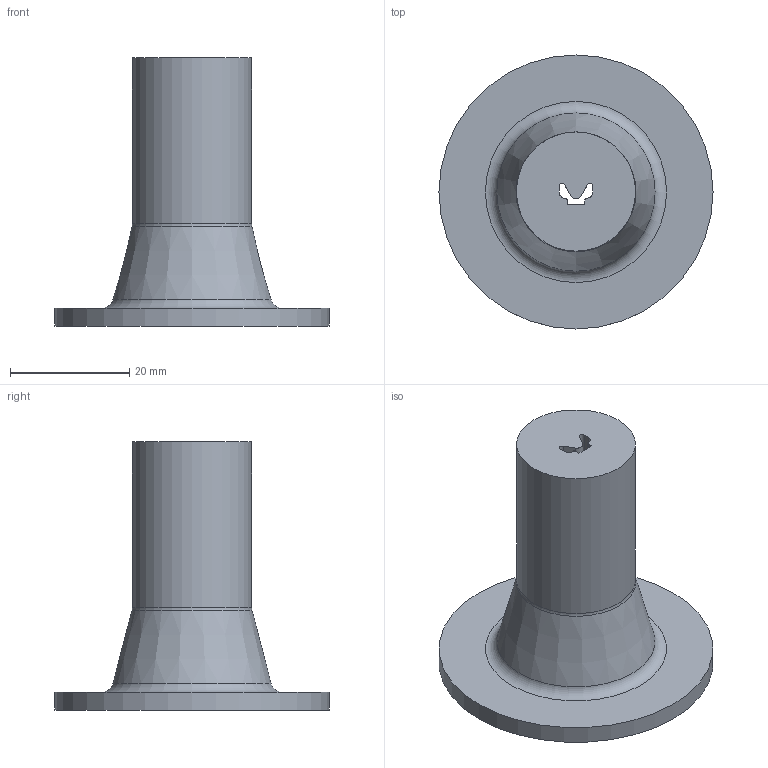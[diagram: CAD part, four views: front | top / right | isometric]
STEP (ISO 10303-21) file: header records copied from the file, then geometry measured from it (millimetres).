
FILE_DESCRIPTION(/* description */ (''),/* implementation_level */ '2;1');
FILE_NAME(/* name */ 'Extruder_MBXL_Cover v6.step',/* time_stamp */ '2020-04-25T18:35:10+01:00',/* author */ (''),/* organization */ (''),/* preprocessor_version */ 'ST-DEVELOPER v18.1',/* originating_system */ 'Autodesk Translation Framework v9.2.0.1227',/* authorisation */ '');
FILE_SCHEMA (('AUTOMOTIVE_DESIGN { 1 0 10303 214 3 1 1 }'));
Length unit declared in the file: millimetre
Products named in the file (1): Extruder_MBXL_Cover
Bounding box: 46 x 46 x 45 mm (x, y, z)
Volume: 16422 mm3; surface area: 7944.6 mm2
Topology: 1 solids, 1 shells, 52 faces, 151 edges, 102 vertices
Faces by surface type: cylinder 26, plane 15, cone 6, bspline 3, torus 2
Full cylindrical faces by diameter (mm): 14.023 x7, 16.25 x5, 20 x1, 46 x1
Entity records: 3813 total; most frequent: CARTESIAN_POINT 2502, ORIENTED_EDGE 302, DIRECTION 226, EDGE_CURVE 151, VERTEX_POINT 102, AXIS2_PLACEMENT_3D 87, EDGE_LOOP 55, FACE_OUTER_BOUND 52
